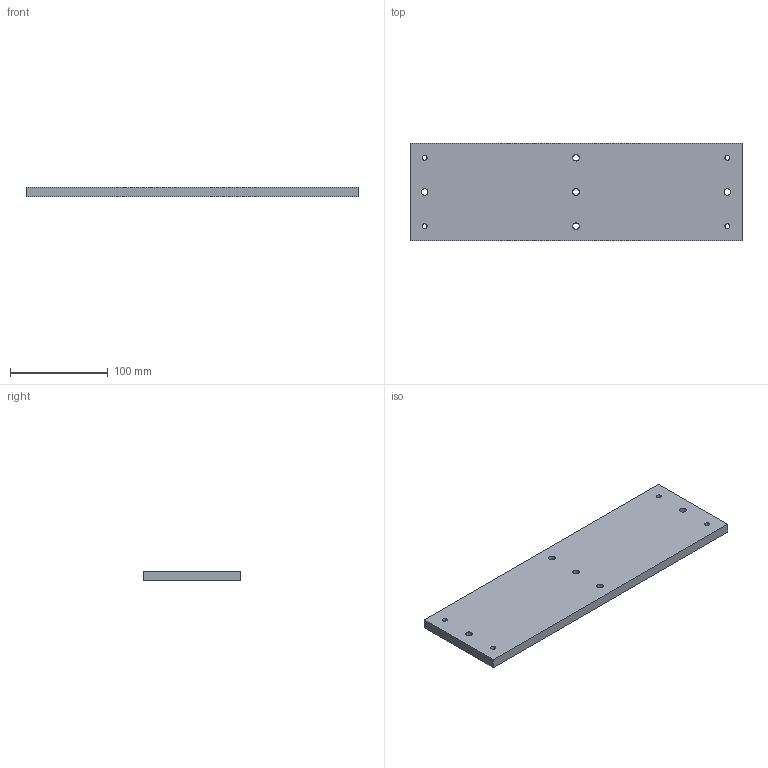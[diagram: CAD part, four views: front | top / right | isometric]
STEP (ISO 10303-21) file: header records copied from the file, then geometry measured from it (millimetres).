
FILE_DESCRIPTION(/* description */ (''),/* implementation_level */ '2;1');
FILE_NAME(/* name */ 'xyStageStilt_pt2.stp',/* time_stamp */ '2016-06-30T14:48:18+01:00',/* author */ ('sims01'),/* organization */ (''),/* preprocessor_version */ 'ST-DEVELOPER v16.1',/* originating_system */ 'Autodesk Inventor 2016',/* authorisation */ '');
FILE_SCHEMA (('AUTOMOTIVE_DESIGN { 1 0 10303 214 3 1 1 }'));
Length unit declared in the file: millimetre
Products named in the file (1): xyStageStilt_pt2
Bounding box: 340 x 100 x 10 mm (x, y, z)
Volume: 332243.7 mm3; surface area: 78820.1 mm2
Topology: 1 solids, 1 shells, 25 faces, 58 edges, 40 vertices
Faces by surface type: cylinder 14, plane 11
Full cylindrical faces by diameter (mm): 4.917 x4, 6.6 x5, 18 x5
Entity records: 694 total; most frequent: DIRECTION 120, CARTESIAN_POINT 102, ORIENTED_EDGE 80, EDGE_LOOP 62, AXIS2_PLACEMENT_3D 54, EDGE_CURVE 40, FACE_BOUND 37, VERTEX_POINT 36
